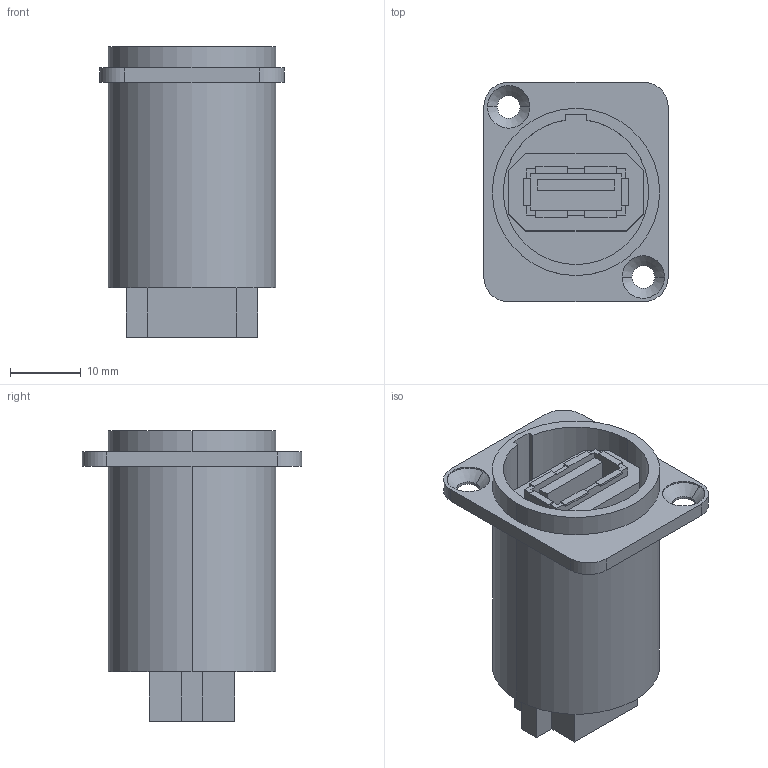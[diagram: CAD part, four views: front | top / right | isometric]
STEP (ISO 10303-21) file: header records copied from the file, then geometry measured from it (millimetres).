
FILE_DESCRIPTION (( 'STEP AP214' ), '1' );
FILE_NAME ('INGUN_27418.STEP', '2021-03-22T15:01:11', ( '' ), ( '' ), 'SwSTEP 2.0', 'SolidWorks 2018', '' );
FILE_SCHEMA (( 'AUTOMOTIVE_DESIGN' ));
Length unit declared in the file: millimetre
Products named in the file (1): INGUN_27418
Bounding box: 26 x 31 x 41 mm (x, y, z)
Volume: 13588.2 mm3; surface area: 7138.1 mm2
Topology: 1 solids, 1 shells, 126 faces, 334 edges, 220 vertices
Faces by surface type: plane 102, cylinder 20, cone 4
Entity records: 4380 total; most frequent: CARTESIAN_POINT 681, ORIENTED_EDGE 668, DIRECTION 628, EDGE_CURVE 334, LINE 294, VECTOR 294, VERTEX_POINT 220, AXIS2_PLACEMENT_3D 167
